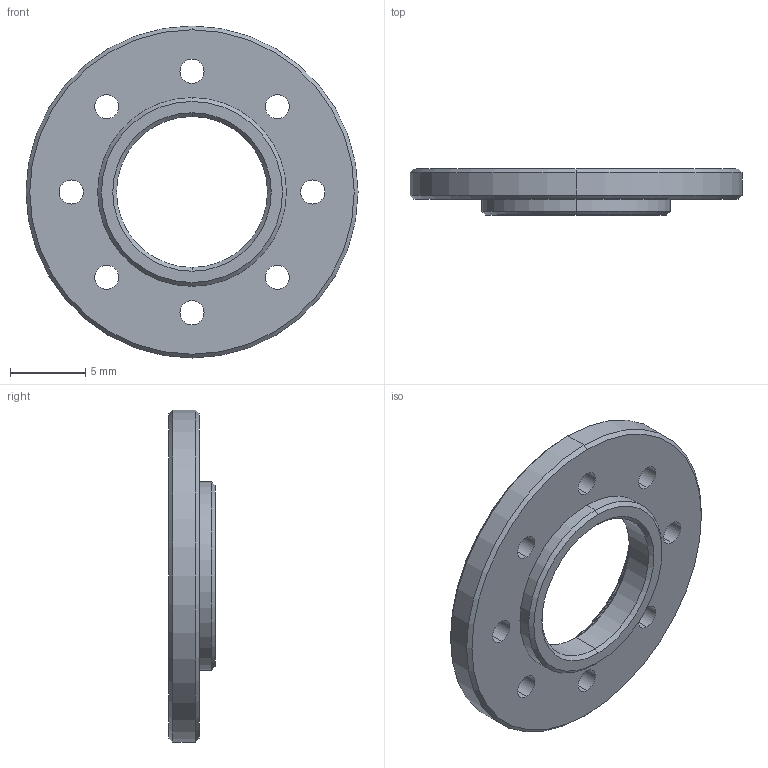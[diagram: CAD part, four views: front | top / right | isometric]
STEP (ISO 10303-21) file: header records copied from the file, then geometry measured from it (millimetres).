
FILE_DESCRIPTION (( 'STEP AP203' ), '1' );
FILE_NAME ('HN07-i101_Défaut_sldprt.STEP', '2023-10-06T19:33:05', ( '' ), ( '' ), 'SwSTEP 2.0', 'SolidWorks 2023', '' );
FILE_SCHEMA (( 'CONFIG_CONTROL_DESIGN' ));
Length unit declared in the file: millimetre
Products named in the file (1): HN07-i101_Défaut_sldprt
Bounding box: 22 x 3.05 x 22 mm (x, y, z)
Volume: 587 mm3; surface area: 884.7 mm2
Topology: 1 solids, 1 shells, 56 faces, 128 edges, 76 vertices
Faces by surface type: cone 28, cylinder 24, plane 4
Entity records: 1697 total; most frequent: DIRECTION 318, CARTESIAN_POINT 261, ORIENTED_EDGE 256, AXIS2_PLACEMENT_3D 133, EDGE_CURVE 128, CIRCLE 76, EDGE_LOOP 76, VERTEX_POINT 76
